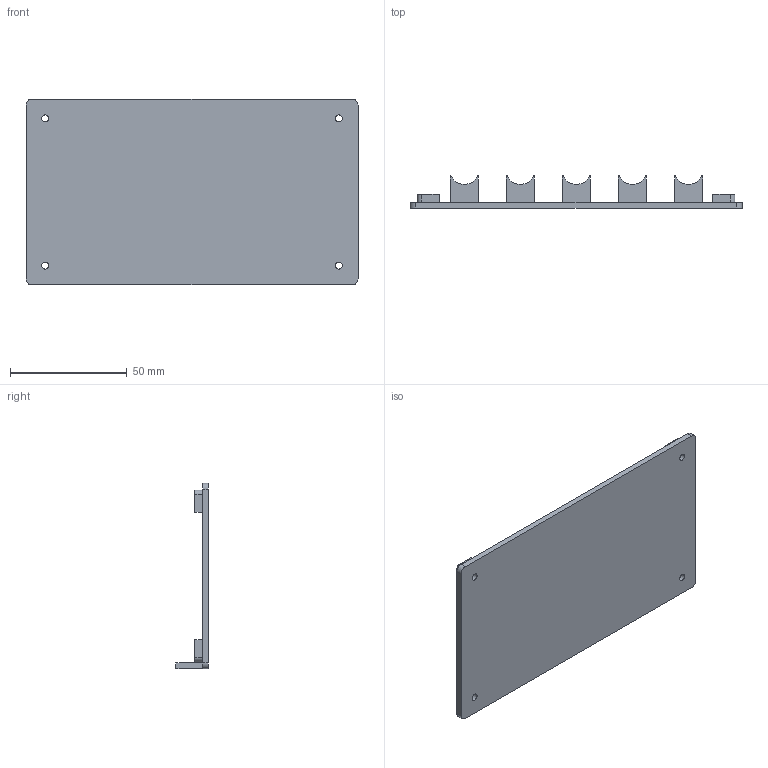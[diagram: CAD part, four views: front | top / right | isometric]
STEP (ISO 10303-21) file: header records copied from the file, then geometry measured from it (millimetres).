
FILE_DESCRIPTION(/* description */ (''),/* implementation_level */ '2;1');
FILE_NAME(/* name */ 'Case_Frame_Bottom.step',/* time_stamp */ '2025-08-01T14:19:56+02:00',/* author */ (''),/* organization */ (''),/* preprocessor_version */ 'ST-DEVELOPER v20.1',/* originating_system */ 'Autodesk Translation Framework v14.10.0.0',/* authorisation */ '');
FILE_SCHEMA (('AUTOMOTIVE_DESIGN { 1 0 10303 214 3 1 1 }'));
Length unit declared in the file: millimetre
Products named in the file (1): Box Frame Bottom
Bounding box: 142.16 x 14.05 x 79.5 mm (x, y, z)
Volume: 30607.7 mm3; surface area: 25741.5 mm2
Topology: 1 solids, 1 shells, 72 faces, 198 edges, 132 vertices
Faces by surface type: plane 41, cylinder 31
Full cylindrical faces by diameter (mm): 3 x4
Entity records: 2353 total; most frequent: DIRECTION 406, CARTESIAN_POINT 403, ORIENTED_EDGE 396, EDGE_CURVE 198, LINE 136, VECTOR 136, AXIS2_PLACEMENT_3D 135, VERTEX_POINT 132
